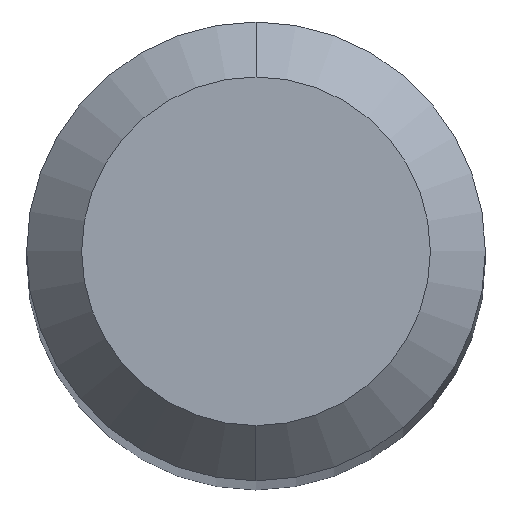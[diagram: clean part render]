
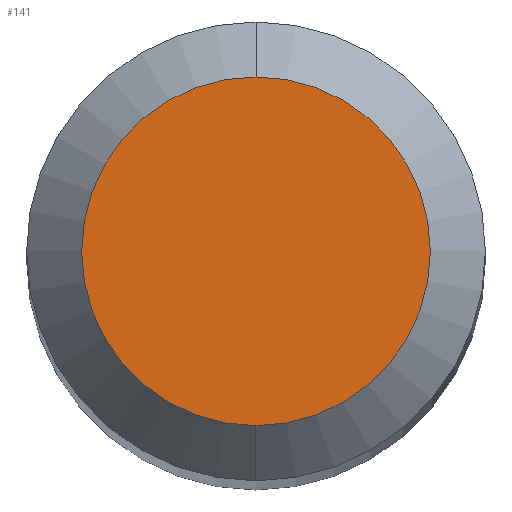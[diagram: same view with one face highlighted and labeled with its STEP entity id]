
A CAD part, top view. The second image highlights one B-rep face of the part: STEP entity #141.
In plain terms, the highlighted planar face has unit normal (0, 0, 1).
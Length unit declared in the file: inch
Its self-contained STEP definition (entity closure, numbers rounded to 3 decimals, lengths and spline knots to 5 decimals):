
#1 = DIRECTION ( 'NONE',  ( 0., 0., 1. ) ) ;
#10 = AXIS2_PLACEMENT_3D ( 'NONE', #294, #213, #102 ) ;
#29 = DIRECTION ( 'NONE',  ( 0., 0., -1. ) ) ;
#81 = CIRCLE ( 'NONE', #10, 0.0475 ) ;
#102 = DIRECTION ( 'NONE',  ( 0., -1., 0. ) ) ;
#113 = PLANE ( 'NONE',  #129 ) ;
#125 = CARTESIAN_POINT ( 'NONE',  ( 0., 0.0475, 0. ) ) ;
#129 = AXIS2_PLACEMENT_3D ( 'NONE', #269, #29, #173 ) ;
#141 = ADVANCED_FACE ( 'NONE', ( #186 ), #113, .F. ) ;
#156 = CIRCLE ( 'NONE', #449, 0.0475 ) ;
#173 = DIRECTION ( 'NONE',  ( 0., 1., 0. ) ) ;
#186 = FACE_OUTER_BOUND ( 'NONE', #505, .T. ) ;
#213 = DIRECTION ( 'NONE',  ( 0., 0., 1. ) ) ;
#218 = CARTESIAN_POINT ( 'NONE',  ( 0., -0.0475, 0. ) ) ;
#224 = ORIENTED_EDGE ( 'NONE', *, *, #421, .T. ) ;
#269 = CARTESIAN_POINT ( 'NONE',  ( 0., 0.0475, 0. ) ) ;
#294 = CARTESIAN_POINT ( 'NONE',  ( 0., 0., 0. ) ) ;
#353 = DIRECTION ( 'NONE',  ( 0., -1., 0. ) ) ;
#355 = VERTEX_POINT ( 'NONE', #218 ) ;
#362 = EDGE_CURVE ( 'NONE', #375, #355, #156, .T. ) ;
#375 = VERTEX_POINT ( 'NONE', #125 ) ;
#421 = EDGE_CURVE ( 'NONE', #355, #375, #81, .T. ) ;
#449 = AXIS2_PLACEMENT_3D ( 'NONE', #486, #1, #353 ) ;
#486 = CARTESIAN_POINT ( 'NONE',  ( 0., 0., 0. ) ) ;
#503 = ORIENTED_EDGE ( 'NONE', *, *, #362, .T. ) ;
#505 = EDGE_LOOP ( 'NONE', ( #503, #224 ) ) ;
